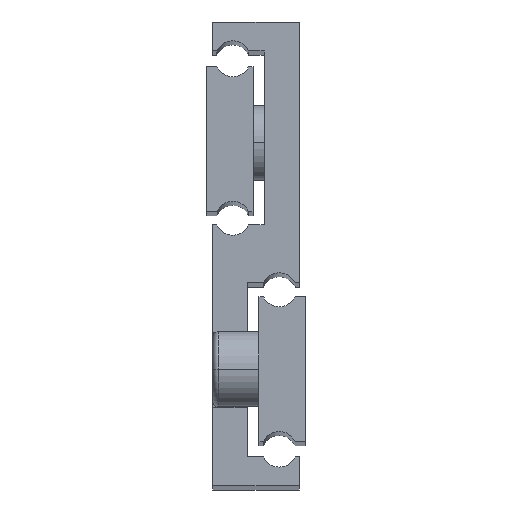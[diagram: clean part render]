
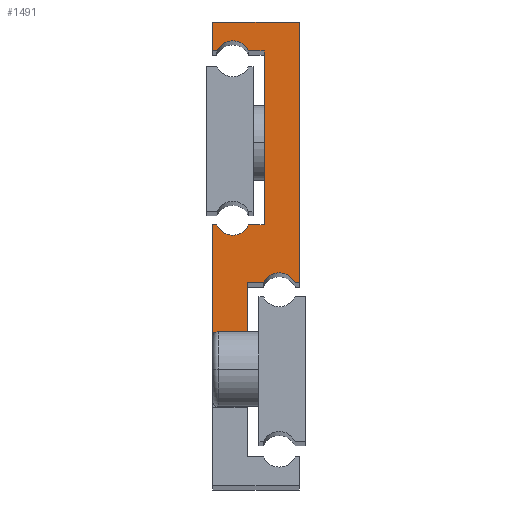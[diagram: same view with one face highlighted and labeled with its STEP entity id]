
A CAD part, top view. The second image highlights one B-rep face of the part: STEP entity #1491.
In plain terms, the highlighted planar face has unit normal (0, 0, 1).
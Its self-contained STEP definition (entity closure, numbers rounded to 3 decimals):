
#3 = VERTEX_POINT ( 'NONE', #1080 ) ;
#11 = CARTESIAN_POINT ( 'NONE',  ( 0., 75., 200. ) ) ;
#20 = ORIENTED_EDGE ( 'NONE', *, *, #1087, .T. ) ;
#26 = CARTESIAN_POINT ( 'NONE',  ( 0., 0., 200. ) ) ;
#30 = ORIENTED_EDGE ( 'NONE', *, *, #122, .T. ) ;
#36 = VECTOR ( 'NONE', #222, 1000. ) ;
#58 = VECTOR ( 'NONE', #1830, 1000. ) ;
#88 = CARTESIAN_POINT ( 'NONE',  ( 0., 45., 200. ) ) ;
#104 = EDGE_CURVE ( 'NONE', #762, #361, #789, .T. ) ;
#118 = DIRECTION ( 'NONE',  ( -1., 0., 0. ) ) ;
#122 = EDGE_CURVE ( 'NONE', #1447, #1187, #2067, .T. ) ;
#165 = EDGE_CURVE ( 'NONE', #960, #1615, #1608, .T. ) ;
#192 = EDGE_CURVE ( 'NONE', #1594, #1552, #1493, .T. ) ;
#215 = VERTEX_POINT ( 'NONE', #709 ) ;
#222 = DIRECTION ( 'NONE',  ( -1., 0., 0. ) ) ;
#228 = VERTEX_POINT ( 'NONE', #1645 ) ;
#240 = DIRECTION ( 'NONE',  ( 0., 0., -1. ) ) ;
#243 = VECTOR ( 'NONE', #958, 1000. ) ;
#270 = EDGE_LOOP ( 'NONE', ( #1498, #819, #2038, #1801, #1382, #1300, #1123, #20, #1378, #30, #1264, #1876, #1117, #1631, #1897, #1696 ) ) ;
#301 = VERTEX_POINT ( 'NONE', #591 ) ;
#343 = CIRCLE ( 'NONE', #556, 3. ) ;
#346 = VECTOR ( 'NONE', #359, 1000. ) ;
#359 = DIRECTION ( 'NONE',  ( 0., 1., 0. ) ) ;
#360 = EDGE_CURVE ( 'NONE', #1187, #1594, #1789, .T. ) ;
#361 = VERTEX_POINT ( 'NONE', #425 ) ;
#366 = EDGE_CURVE ( 'NONE', #361, #581, #1754, .T. ) ;
#397 = CARTESIAN_POINT ( 'NONE',  ( 6., 35., 200. ) ) ;
#399 = LINE ( 'NONE', #88, #36 ) ;
#425 = CARTESIAN_POINT ( 'NONE',  ( 6.227, 45., 200. ) ) ;
#440 = CARTESIAN_POINT ( 'NONE',  ( 0., 75., 200. ) ) ;
#495 = LINE ( 'NONE', #26, #1847 ) ;
#516 = EDGE_CURVE ( 'NONE', #301, #1045, #1759, .T. ) ;
#543 = CARTESIAN_POINT ( 'NONE',  ( 8.9, 75., 200. ) ) ;
#544 = EDGE_CURVE ( 'NONE', #228, #215, #648, .T. ) ;
#556 = AXIS2_PLACEMENT_3D ( 'NONE', #1421, #795, #740 ) ;
#581 = VERTEX_POINT ( 'NONE', #1936 ) ;
#591 = CARTESIAN_POINT ( 'NONE',  ( 0., 26.5, 200. ) ) ;
#594 = DIRECTION ( 'NONE',  ( 0., -1., 0. ) ) ;
#648 = LINE ( 'NONE', #1397, #1520 ) ;
#676 = DIRECTION ( 'NONE',  ( 1., 0., 0. ) ) ;
#694 = CARTESIAN_POINT ( 'NONE',  ( 8.773, 35., 200. ) ) ;
#709 = CARTESIAN_POINT ( 'NONE',  ( 15., 35., 200. ) ) ;
#719 = CARTESIAN_POINT ( 'NONE',  ( 8.9, 75., 200. ) ) ;
#725 = PLANE ( 'NONE',  #851 ) ;
#728 = EDGE_CURVE ( 'NONE', #581, #1350, #399, .T. ) ;
#740 = DIRECTION ( 'NONE',  ( -1., 0., 0. ) ) ;
#762 = VERTEX_POINT ( 'NONE', #1023 ) ;
#777 = DIRECTION ( 'NONE',  ( 0., 1., 0. ) ) ;
#789 = LINE ( 'NONE', #1750, #1824 ) ;
#795 = DIRECTION ( 'NONE',  ( 0., 0., -1. ) ) ;
#819 = ORIENTED_EDGE ( 'NONE', *, *, #516, .T. ) ;
#831 = CARTESIAN_POINT ( 'NONE',  ( 15., 80., 200. ) ) ;
#851 = AXIS2_PLACEMENT_3D ( 'NONE', #1652, #1993, #870 ) ;
#870 = DIRECTION ( 'NONE',  ( -1., 0., 0. ) ) ;
#884 = LINE ( 'NONE', #719, #58 ) ;
#885 = CARTESIAN_POINT ( 'NONE',  ( 6., 26.5, 200. ) ) ;
#919 = VECTOR ( 'NONE', #1470, 1000. ) ;
#929 = LINE ( 'NONE', #1263, #1209 ) ;
#949 = EDGE_CURVE ( 'NONE', #1552, #762, #884, .T. ) ;
#956 = AXIS2_PLACEMENT_3D ( 'NONE', #1987, #240, #1201 ) ;
#958 = DIRECTION ( 'NONE',  ( 1., 0., 0. ) ) ;
#960 = VERTEX_POINT ( 'NONE', #397 ) ;
#984 = CARTESIAN_POINT ( 'NONE',  ( 0., 80., 200. ) ) ;
#1023 = CARTESIAN_POINT ( 'NONE',  ( 8.9, 45., 200. ) ) ;
#1026 = FACE_OUTER_BOUND ( 'NONE', #270, .T. ) ;
#1043 = CARTESIAN_POINT ( 'NONE',  ( 3.5, 46.25, 200. ) ) ;
#1045 = VERTEX_POINT ( 'NONE', #885 ) ;
#1080 = CARTESIAN_POINT ( 'NONE',  ( 0., 80., 200. ) ) ;
#1087 = EDGE_CURVE ( 'NONE', #1894, #3, #1251, .T. ) ;
#1117 = ORIENTED_EDGE ( 'NONE', *, *, #949, .T. ) ;
#1123 = ORIENTED_EDGE ( 'NONE', *, *, #1449, .T. ) ;
#1133 = DIRECTION ( 'NONE',  ( 0., -1., 0. ) ) ;
#1140 = CARTESIAN_POINT ( 'NONE',  ( 6.227, 75., 200. ) ) ;
#1172 = VECTOR ( 'NONE', #1541, 1000. ) ;
#1187 = VERTEX_POINT ( 'NONE', #1293 ) ;
#1194 = DIRECTION ( 'NONE',  ( -1., 0., 0. ) ) ;
#1201 = DIRECTION ( 'NONE',  ( 1., 0., 0. ) ) ;
#1209 = VECTOR ( 'NONE', #777, 1000. ) ;
#1251 = LINE ( 'NONE', #1671, #1172 ) ;
#1257 = CARTESIAN_POINT ( 'NONE',  ( 0., 26.5, 200. ) ) ;
#1263 = CARTESIAN_POINT ( 'NONE',  ( 15., 80., 200. ) ) ;
#1264 = ORIENTED_EDGE ( 'NONE', *, *, #360, .T. ) ;
#1278 = LINE ( 'NONE', #984, #1882 ) ;
#1293 = CARTESIAN_POINT ( 'NONE',  ( 0.773, 75., 200. ) ) ;
#1300 = ORIENTED_EDGE ( 'NONE', *, *, #544, .T. ) ;
#1350 = VERTEX_POINT ( 'NONE', #1966 ) ;
#1365 = DIRECTION ( 'NONE',  ( 0., 0., -1. ) ) ;
#1378 = ORIENTED_EDGE ( 'NONE', *, *, #1869, .T. ) ;
#1382 = ORIENTED_EDGE ( 'NONE', *, *, #1679, .T. ) ;
#1397 = CARTESIAN_POINT ( 'NONE',  ( 15., 35., 200. ) ) ;
#1421 = CARTESIAN_POINT ( 'NONE',  ( 11.5, 33.75, 200. ) ) ;
#1447 = VERTEX_POINT ( 'NONE', #440 ) ;
#1449 = EDGE_CURVE ( 'NONE', #215, #1894, #929, .T. ) ;
#1465 = LINE ( 'NONE', #1475, #346 ) ;
#1470 = DIRECTION ( 'NONE',  ( 1., 0., 0. ) ) ;
#1475 = CARTESIAN_POINT ( 'NONE',  ( 6., 5., 200. ) ) ;
#1491 = ADVANCED_FACE ( 'NONE', ( #1026 ), #725, .F. ) ;
#1493 = LINE ( 'NONE', #1790, #919 ) ;
#1498 = ORIENTED_EDGE ( 'NONE', *, *, #1999, .T. ) ;
#1516 = VECTOR ( 'NONE', #676, 1000. ) ;
#1520 = VECTOR ( 'NONE', #2039, 1000. ) ;
#1541 = DIRECTION ( 'NONE',  ( -1., 0., 0. ) ) ;
#1552 = VERTEX_POINT ( 'NONE', #543 ) ;
#1556 = VECTOR ( 'NONE', #2065, 1000. ) ;
#1594 = VERTEX_POINT ( 'NONE', #1140 ) ;
#1608 = LINE ( 'NONE', #694, #1516 ) ;
#1615 = VERTEX_POINT ( 'NONE', #1731 ) ;
#1631 = ORIENTED_EDGE ( 'NONE', *, *, #104, .T. ) ;
#1645 = CARTESIAN_POINT ( 'NONE',  ( 14.227, 35., 200. ) ) ;
#1652 = CARTESIAN_POINT ( 'NONE',  ( 3.5, 46.25, 200. ) ) ;
#1671 = CARTESIAN_POINT ( 'NONE',  ( 15., 80., 200. ) ) ;
#1679 = EDGE_CURVE ( 'NONE', #1615, #228, #343, .T. ) ;
#1696 = ORIENTED_EDGE ( 'NONE', *, *, #728, .T. ) ;
#1715 = AXIS2_PLACEMENT_3D ( 'NONE', #1043, #1365, #1194 ) ;
#1731 = CARTESIAN_POINT ( 'NONE',  ( 8.773, 35., 200. ) ) ;
#1750 = CARTESIAN_POINT ( 'NONE',  ( 6.227, 45., 200. ) ) ;
#1754 = CIRCLE ( 'NONE', #1715, 3. ) ;
#1759 = LINE ( 'NONE', #1257, #1556 ) ;
#1789 = CIRCLE ( 'NONE', #956, 3. ) ;
#1790 = CARTESIAN_POINT ( 'NONE',  ( 6.227, 75., 200. ) ) ;
#1801 = ORIENTED_EDGE ( 'NONE', *, *, #165, .T. ) ;
#1824 = VECTOR ( 'NONE', #118, 1000. ) ;
#1830 = DIRECTION ( 'NONE',  ( 0., -1., 0. ) ) ;
#1847 = VECTOR ( 'NONE', #1133, 1000. ) ;
#1869 = EDGE_CURVE ( 'NONE', #3, #1447, #1278, .T. ) ;
#1876 = ORIENTED_EDGE ( 'NONE', *, *, #192, .T. ) ;
#1882 = VECTOR ( 'NONE', #594, 1000. ) ;
#1894 = VERTEX_POINT ( 'NONE', #831 ) ;
#1897 = ORIENTED_EDGE ( 'NONE', *, *, #366, .T. ) ;
#1906 = EDGE_CURVE ( 'NONE', #1045, #960, #1465, .T. ) ;
#1936 = CARTESIAN_POINT ( 'NONE',  ( 0.773, 45., 200. ) ) ;
#1966 = CARTESIAN_POINT ( 'NONE',  ( 0., 45., 200. ) ) ;
#1987 = CARTESIAN_POINT ( 'NONE',  ( 3.5, 73.75, 200. ) ) ;
#1993 = DIRECTION ( 'NONE',  ( 0., 0., -1. ) ) ;
#1999 = EDGE_CURVE ( 'NONE', #1350, #301, #495, .T. ) ;
#2038 = ORIENTED_EDGE ( 'NONE', *, *, #1906, .T. ) ;
#2039 = DIRECTION ( 'NONE',  ( 1., 0., 0. ) ) ;
#2065 = DIRECTION ( 'NONE',  ( 1., 0., 0. ) ) ;
#2067 = LINE ( 'NONE', #11, #243 ) ;
